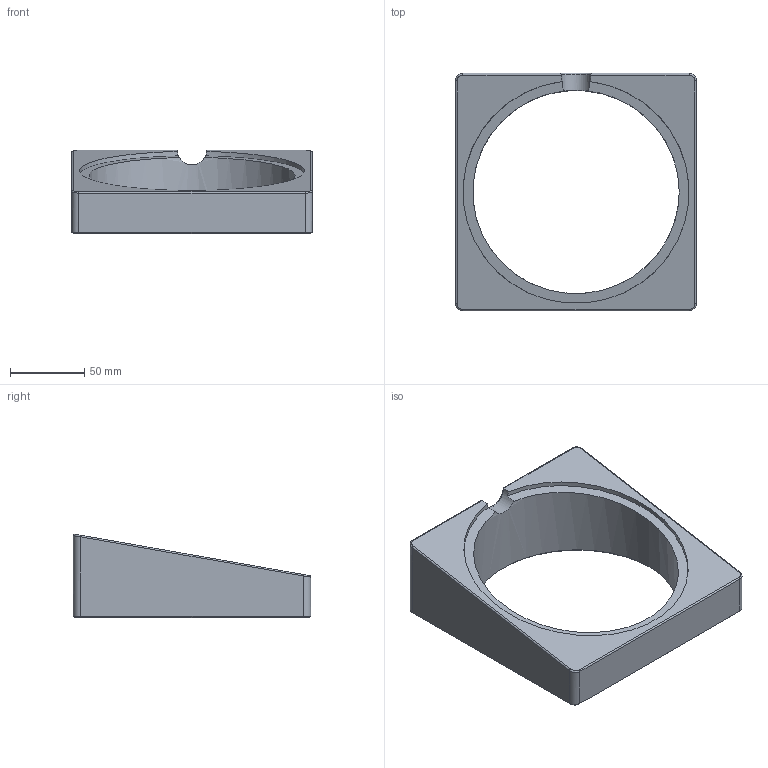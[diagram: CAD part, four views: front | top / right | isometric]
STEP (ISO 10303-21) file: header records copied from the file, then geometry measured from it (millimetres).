
FILE_DESCRIPTION(('Open CASCADE Model'),'2;1');
FILE_NAME('Open CASCADE Shape Model','2025-10-17T20:42:45',('Author'),( 'Open CASCADE'),'Open CASCADE STEP processor 7.8','build123d', 'Unknown');
FILE_SCHEMA(('AUTOMOTIVE_DESIGN { 1 0 10303 214 1 1 1 1 }'));
Length unit declared in the file: millimetre
Products named in the file (1): COMPOUND
Bounding box: 162 x 159.54 x 56.11 mm (x, y, z)
Volume: 450517.2 mm3; surface area: 66105.8 mm2
Topology: 1 solids, 1 shells, 33 faces, 81 edges, 49 vertices
Faces by surface type: plane 11, cylinder 10, bspline 5, cone 4, extrusion 2, torus 1
Entity records: 3327 total; most frequent: CARTESIAN_POINT 1837, DIRECTION 234, ORIENTED_EDGE 162, PCURVE 162, DEFINITIONAL_REPRESENTATION 162, VECTOR 118, LINE 116, EDGE_CURVE 81
